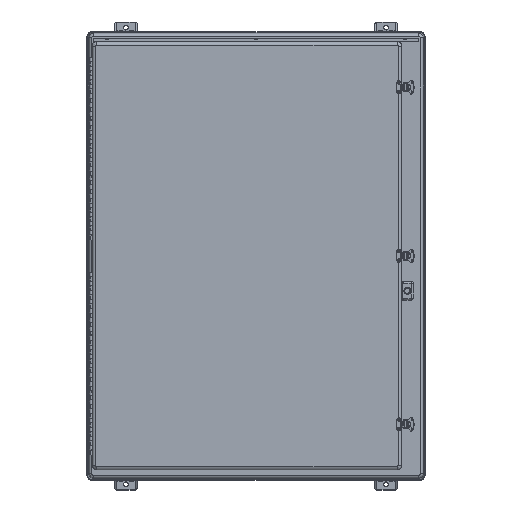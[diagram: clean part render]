
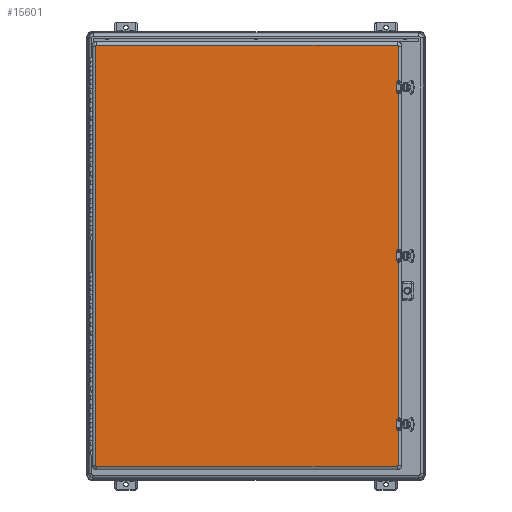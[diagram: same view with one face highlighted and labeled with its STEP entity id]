
A CAD part, top view. The second image highlights one B-rep face of the part: STEP entity #15601.
In plain terms, the highlighted planar face has unit normal (0, 0, 1).
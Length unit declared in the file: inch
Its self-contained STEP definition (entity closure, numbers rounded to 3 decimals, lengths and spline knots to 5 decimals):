
#602=PLANE($,#16994);
#1369=LINE($,#29014,#2492);
#1371=LINE($,#29019,#2494);
#1372=LINE($,#29052,#2495);
#1375=LINE($,#29059,#2498);
#2492=VECTOR($,#20215,32.9375);
#2494=VECTOR($,#20221,45.9375);
#2495=VECTOR($,#20238,45.9375);
#2498=VECTOR($,#20245,32.9375);
#4174=FACE_OUTER_BOUND($,#5303,.T.);
#5303=EDGE_LOOP($,(#12495,#12496,#12497,#12498,#12499,#12500,#12501,#12502));
#6362=CIRCLE($,#16971,0.10404);
#6368=CIRCLE($,#16979,0.10404);
#6372=CIRCLE($,#16983,0.10404);
#6376=CIRCLE($,#16989,0.10404);
#7505=VERTEX_POINT($,#29004);
#7506=VERTEX_POINT($,#29006);
#7508=VERTEX_POINT($,#29012);
#7509=VERTEX_POINT($,#29017);
#7511=VERTEX_POINT($,#29030);
#7512=VERTEX_POINT($,#29043);
#7515=VERTEX_POINT($,#29050);
#7516=VERTEX_POINT($,#29055);
#9297=EDGE_CURVE($,#7505,#7506,#6362,.T.);
#9301=EDGE_CURVE($,#7508,#7505,#1369,.T.);
#9304=EDGE_CURVE($,#7506,#7509,#1371,.T.);
#9306=EDGE_CURVE($,#7511,#7508,#6368,.T.);
#9310=EDGE_CURVE($,#7509,#7512,#6372,.T.);
#9312=EDGE_CURVE($,#7515,#7511,#1372,.T.);
#9316=EDGE_CURVE($,#7512,#7516,#1375,.T.);
#9318=EDGE_CURVE($,#7516,#7515,#6376,.T.);
#12495=ORIENTED_EDGE($,*,*,#9297,.F.);
#12496=ORIENTED_EDGE($,*,*,#9301,.F.);
#12497=ORIENTED_EDGE($,*,*,#9306,.F.);
#12498=ORIENTED_EDGE($,*,*,#9312,.F.);
#12499=ORIENTED_EDGE($,*,*,#9318,.F.);
#12500=ORIENTED_EDGE($,*,*,#9316,.F.);
#12501=ORIENTED_EDGE($,*,*,#9310,.F.);
#12502=ORIENTED_EDGE($,*,*,#9304,.F.);
#15601=ADVANCED_FACE($,(#4174),#602,.T.);
#16971=AXIS2_PLACEMENT_3D($,#29007,#20205,#20206);
#16979=AXIS2_PLACEMENT_3D($,#29032,#20224,#20225);
#16983=AXIS2_PLACEMENT_3D($,#29047,#20232,#20233);
#16989=AXIS2_PLACEMENT_3D($,#29070,#20248,#20249);
#16994=AXIS2_PLACEMENT_3D($,#29079,#20262,#20263);
#20205=DIRECTION('center_axis',(0.,0.,-1.));
#20206=DIRECTION('ref_axis',(0.707,0.707,0.));
#20215=DIRECTION($,(1.,0.,0.));
#20221=DIRECTION($,(0.,-1.,0.));
#20224=DIRECTION('center_axis',(0.,0.,-1.));
#20225=DIRECTION('ref_axis',(-0.707,0.707,0.));
#20232=DIRECTION('center_axis',(0.,0.,-1.));
#20233=DIRECTION('ref_axis',(0.707,-0.707,0.));
#20238=DIRECTION($,(0.,1.,0.));
#20245=DIRECTION($,(-1.,0.,0.));
#20248=DIRECTION('center_axis',(0.,0.,-1.));
#20249=DIRECTION('ref_axis',(-0.707,-0.707,0.));
#20262=DIRECTION('center_axis',(0.,0.,1.));
#20263=DIRECTION('ref_axis',(1.,0.,0.));
#29004=CARTESIAN_POINT('',(16.46875,23.07279,0.96875));
#29006=CARTESIAN_POINT('',(16.57279,22.96875,0.96875));
#29007=CARTESIAN_POINT('Origin',(16.46875,22.96875,0.96875));
#29012=CARTESIAN_POINT('',(-16.46875,23.07279,0.96875));
#29014=CARTESIAN_POINT($,(-16.46875,23.07279,0.96875));
#29017=CARTESIAN_POINT('',(16.57279,-22.96875,0.96875));
#29019=CARTESIAN_POINT($,(16.57279,22.96875,0.96875));
#29030=CARTESIAN_POINT('',(-16.57279,22.96875,0.96875));
#29032=CARTESIAN_POINT('Origin',(-16.46875,22.96875,0.96875));
#29043=CARTESIAN_POINT('',(16.46875,-23.07279,0.96875));
#29047=CARTESIAN_POINT('Origin',(16.46875,-22.96875,0.96875));
#29050=CARTESIAN_POINT('',(-16.57279,-22.96875,0.96875));
#29052=CARTESIAN_POINT($,(-16.57279,-22.96875,0.96875));
#29055=CARTESIAN_POINT('',(-16.46875,-23.07279,0.96875));
#29059=CARTESIAN_POINT($,(16.46875,-23.07279,0.96875));
#29070=CARTESIAN_POINT('Origin',(-16.46875,-22.96875,0.96875));
#29079=CARTESIAN_POINT('Origin',(0.,0.,0.96875));
